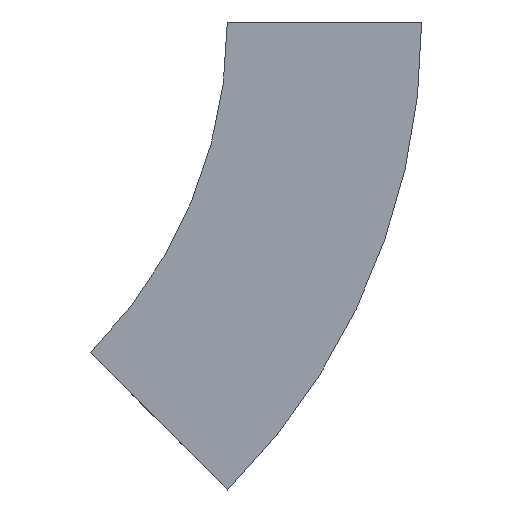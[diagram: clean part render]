
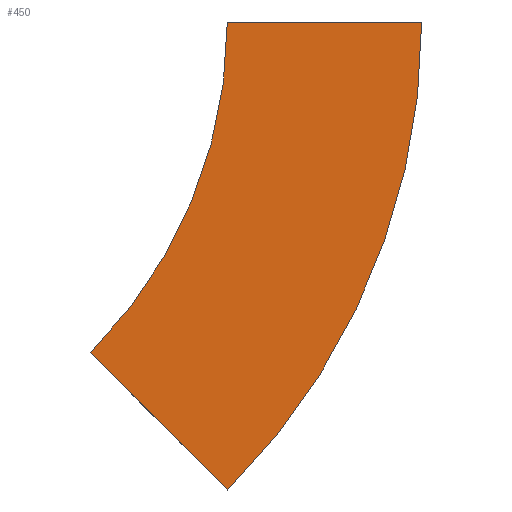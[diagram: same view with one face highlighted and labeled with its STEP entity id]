
A CAD part, front view. The second image highlights one B-rep face of the part: STEP entity #450.
In plain terms, the highlighted planar face has unit normal (0, -1, 0).
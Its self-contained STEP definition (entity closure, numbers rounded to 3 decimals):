
#38 = DIRECTION ( 'NONE',  ( 0., 0., -1. ) ) ;
#42 = VECTOR ( 'NONE', #764, 1000. ) ;
#45 = LINE ( 'NONE', #526, #595 ) ;
#46 = CARTESIAN_POINT ( 'NONE',  ( 715., 0., 0.1 ) ) ;
#52 = FACE_OUTER_BOUND ( 'NONE', #649, .T. ) ;
#60 = LINE ( 'NONE', #326, #305 ) ;
#65 = ORIENTED_EDGE ( 'NONE', *, *, #789, .F. ) ;
#66 = EDGE_CURVE ( 'NONE', #220, #698, #426, .T. ) ;
#70 = CARTESIAN_POINT ( 'NONE',  ( 505., 0., 0.1 ) ) ;
#85 = DIRECTION ( 'NONE',  ( 0.707, 0., 0.707 ) ) ;
#90 = DIRECTION ( 'NONE',  ( 0., 0., -1. ) ) ;
#93 = CARTESIAN_POINT ( 'NONE',  ( 0., 0., 0. ) ) ;
#103 = CARTESIAN_POINT ( 'NONE',  ( 0., 0., 0. ) ) ;
#117 = CARTESIAN_POINT ( 'NONE',  ( 357.089, 0., -357.089 ) ) ;
#122 = VERTEX_POINT ( 'NONE', #355 ) ;
#132 = VERTEX_POINT ( 'NONE', #223 ) ;
#142 = CIRCLE ( 'NONE', #578, 505. ) ;
#180 = CARTESIAN_POINT ( 'NONE',  ( 505.511, 0., -505.652 ) ) ;
#210 = ORIENTED_EDGE ( 'NONE', *, *, #66, .F. ) ;
#220 = VERTEX_POINT ( 'NONE', #442 ) ;
#223 = CARTESIAN_POINT ( 'NONE',  ( 715., 0., 0. ) ) ;
#227 = EDGE_CURVE ( 'NONE', #220, #656, #321, .T. ) ;
#301 = ORIENTED_EDGE ( 'NONE', *, *, #618, .T. ) ;
#305 = VECTOR ( 'NONE', #614, 1000. ) ;
#313 = VERTEX_POINT ( 'NONE', #46 ) ;
#315 = DIRECTION ( 'NONE',  ( 0., 0., -1. ) ) ;
#321 = LINE ( 'NONE', #648, #592 ) ;
#326 = CARTESIAN_POINT ( 'NONE',  ( 505.511, 0., -505.652 ) ) ;
#327 = EDGE_CURVE ( 'NONE', #698, #122, #142, .T. ) ;
#355 = CARTESIAN_POINT ( 'NONE',  ( 505., 0., 0. ) ) ;
#394 = EDGE_CURVE ( 'NONE', #577, #122, #469, .T. ) ;
#398 = DIRECTION ( 'NONE',  ( 0., -1., 0. ) ) ;
#426 = LINE ( 'NONE', #702, #742 ) ;
#442 = CARTESIAN_POINT ( 'NONE',  ( 357.018, 0., -357.16 ) ) ;
#450 = ADVANCED_FACE ( 'NONE', ( #52 ), #611, .T. ) ;
#469 = LINE ( 'NONE', #677, #42 ) ;
#491 = EDGE_CURVE ( 'NONE', #656, #624, #60, .T. ) ;
#509 = AXIS2_PLACEMENT_3D ( 'NONE', #93, #398, #38 ) ;
#526 = CARTESIAN_POINT ( 'NONE',  ( 715., 0., 0.1 ) ) ;
#535 = DIRECTION ( 'NONE',  ( 0., -1., 0. ) ) ;
#549 = DIRECTION ( 'NONE',  ( 0., 0., -1. ) ) ;
#565 = ORIENTED_EDGE ( 'NONE', *, *, #736, .F. ) ;
#577 = VERTEX_POINT ( 'NONE', #720 ) ;
#578 = AXIS2_PLACEMENT_3D ( 'NONE', #103, #730, #90 ) ;
#586 = ORIENTED_EDGE ( 'NONE', *, *, #327, .F. ) ;
#592 = VECTOR ( 'NONE', #725, 1000. ) ;
#595 = VECTOR ( 'NONE', #315, 1000. ) ;
#601 = CARTESIAN_POINT ( 'NONE',  ( 357.089, 0., -357.089 ) ) ;
#611 = PLANE ( 'NONE',  #863 ) ;
#614 = DIRECTION ( 'NONE',  ( 0.707, 0., 0.707 ) ) ;
#618 = EDGE_CURVE ( 'Edge10', #624, #132, #621, .T. ) ;
#621 = CIRCLE ( 'NONE', #509, 715. ) ;
#624 = VERTEX_POINT ( 'NONE', #676 ) ;
#648 = CARTESIAN_POINT ( 'NONE',  ( 357.018, 0., -357.16 ) ) ;
#649 = EDGE_LOOP ( 'NONE', ( #586, #210, #891, #779, #301, #565, #65, #824 ) ) ;
#656 = VERTEX_POINT ( 'NONE', #180 ) ;
#670 = VECTOR ( 'NONE', #902, 1000. ) ;
#676 = CARTESIAN_POINT ( 'NONE',  ( 505.581, 0., -505.581 ) ) ;
#677 = CARTESIAN_POINT ( 'NONE',  ( 505., 0., 0.1 ) ) ;
#698 = VERTEX_POINT ( 'NONE', #601 ) ;
#702 = CARTESIAN_POINT ( 'NONE',  ( 357.018, 0., -357.16 ) ) ;
#720 = CARTESIAN_POINT ( 'NONE',  ( 505., 0., 0.1 ) ) ;
#725 = DIRECTION ( 'NONE',  ( 0.707, 0., -0.707 ) ) ;
#730 = DIRECTION ( 'NONE',  ( 0., -1., 0. ) ) ;
#736 = EDGE_CURVE ( 'NONE', #313, #132, #45, .T. ) ;
#742 = VECTOR ( 'NONE', #85, 1000. ) ;
#764 = DIRECTION ( 'NONE',  ( 0., 0., -1. ) ) ;
#767 = LINE ( 'NONE', #70, #670 ) ;
#779 = ORIENTED_EDGE ( 'NONE', *, *, #491, .T. ) ;
#789 = EDGE_CURVE ( 'NONE', #577, #313, #767, .T. ) ;
#824 = ORIENTED_EDGE ( 'NONE', *, *, #394, .T. ) ;
#863 = AXIS2_PLACEMENT_3D ( 'NONE', #117, #535, #549 ) ;
#891 = ORIENTED_EDGE ( 'NONE', *, *, #227, .T. ) ;
#902 = DIRECTION ( 'NONE',  ( 1., 0., 0. ) ) ;
